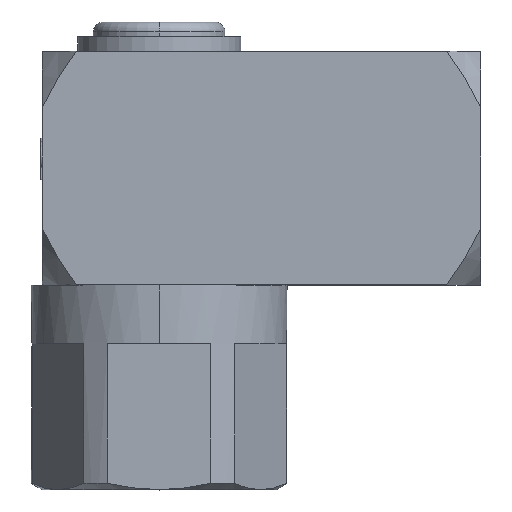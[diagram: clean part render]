
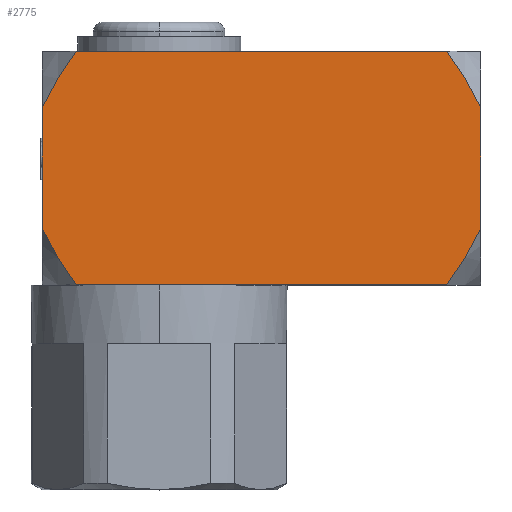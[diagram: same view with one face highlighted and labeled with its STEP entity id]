
A CAD part, top view. The second image highlights one B-rep face of the part: STEP entity #2775.
In plain terms, the highlighted planar face has unit normal (0, 0, 1).
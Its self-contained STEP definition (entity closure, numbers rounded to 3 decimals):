
#90=B_SPLINE_CURVE_WITH_KNOTS('',2,(#9585,#9586,#9587,#9588,#9589),
 .UNSPECIFIED.,.F.,.F.,(3,1,1,3),(0.,0.374,0.624,
1.),.UNSPECIFIED.);
#91=B_SPLINE_CURVE_WITH_KNOTS('',2,(#9592,#9593,#9594,#9595,#9596),
 .UNSPECIFIED.,.F.,.F.,(3,1,1,3),(0.,0.376,0.626,
1.),.UNSPECIFIED.);
#92=B_SPLINE_CURVE_WITH_KNOTS('',2,(#9597,#9598,#9599,#9600,#9601),
 .UNSPECIFIED.,.F.,.F.,(3,1,1,3),(0.,0.376,0.626,
1.),.UNSPECIFIED.);
#96=B_SPLINE_CURVE_WITH_KNOTS('',2,(#9641,#9642,#9643,#9644,#9645),
 .UNSPECIFIED.,.F.,.F.,(3,1,1,3),(0.,0.374,0.624,
1.),.UNSPECIFIED.);
#255=PLANE('',#6159);
#510=FACE_OUTER_BOUND('',#820,.F.);
#820=EDGE_LOOP('',(#2224,#2225,#2226,#2227,#2228,#2229,#2230,#2231));
#2224=ORIENTED_EDGE('',*,*,#4855,.F.);
#2225=ORIENTED_EDGE('',*,*,#4864,.F.);
#2226=ORIENTED_EDGE('',*,*,#4851,.F.);
#2227=ORIENTED_EDGE('',*,*,#4826,.F.);
#2228=ORIENTED_EDGE('',*,*,#4854,.F.);
#2229=ORIENTED_EDGE('',*,*,#4865,.F.);
#2230=ORIENTED_EDGE('',*,*,#4862,.F.);
#2231=ORIENTED_EDGE('',*,*,#4842,.F.);
#2775=ADVANCED_FACE('',(#510),#255,.T.);
#3377=LINE('',#9516,#3790);
#3383=LINE('',#9560,#3796);
#3386=LINE('',#9647,#3799);
#3387=LINE('',#9648,#3800);
#3790=VECTOR('',#7612,25.373);
#3796=VECTOR('',#7624,25.373);
#3799=VECTOR('',#7643,8.246);
#3800=VECTOR('',#7644,8.246);
#4826=EDGE_CURVE('',#5475,#5474,#3377,.T.);
#4842=EDGE_CURVE('',#5460,#5459,#3383,.T.);
#4851=EDGE_CURVE('',#5474,#5453,#90,.T.);
#4854=EDGE_CURVE('',#5452,#5475,#91,.T.);
#4855=EDGE_CURVE('',#5451,#5460,#92,.T.);
#4862=EDGE_CURVE('',#5459,#5445,#96,.T.);
#4864=EDGE_CURVE('',#5453,#5451,#3386,.T.);
#4865=EDGE_CURVE('',#5445,#5452,#3387,.T.);
#5445=VERTEX_POINT('',#9477);
#5451=VERTEX_POINT('',#9483);
#5452=VERTEX_POINT('',#9484);
#5453=VERTEX_POINT('',#9485);
#5459=VERTEX_POINT('',#9491);
#5460=VERTEX_POINT('',#9492);
#5474=VERTEX_POINT('',#9506);
#5475=VERTEX_POINT('',#9507);
#6159=AXIS2_PLACEMENT_3D('',#9680,#7698,#7699);
#7612=DIRECTION('',(-1.,0.,0.));
#7624=DIRECTION('',(1.,0.,0.));
#7643=DIRECTION('',(0.,-1.,0.));
#7644=DIRECTION('',(0.,1.,0.));
#7698=DIRECTION('',(0.,0.,1.));
#7699=DIRECTION('',(1.,0.,0.));
#9477=CARTESIAN_POINT('',(22.,-4.123,8.));
#9483=CARTESIAN_POINT('',(-8.,-4.123,8.));
#9484=CARTESIAN_POINT('',(22.,4.123,8.));
#9485=CARTESIAN_POINT('',(-8.,4.123,8.));
#9491=CARTESIAN_POINT('',(19.686,-8.,8.));
#9492=CARTESIAN_POINT('',(-5.686,-8.,8.));
#9506=CARTESIAN_POINT('',(-5.686,8.,8.));
#9507=CARTESIAN_POINT('',(19.686,8.,8.));
#9516=CARTESIAN_POINT('',(19.686,8.,8.));
#9560=CARTESIAN_POINT('',(-5.686,-8.,8.));
#9585=CARTESIAN_POINT('',(-5.686,8.,8.));
#9586=CARTESIAN_POINT('',(-6.176,7.31,8.));
#9587=CARTESIAN_POINT('',(-6.935,6.12,8.));
#9588=CARTESIAN_POINT('',(-7.643,4.895,8.));
#9589=CARTESIAN_POINT('',(-8.,4.123,8.));
#9592=CARTESIAN_POINT('',(22.,4.123,8.));
#9593=CARTESIAN_POINT('',(21.643,4.895,8.));
#9594=CARTESIAN_POINT('',(20.935,6.12,8.));
#9595=CARTESIAN_POINT('',(20.176,7.31,8.));
#9596=CARTESIAN_POINT('',(19.686,8.,8.));
#9597=CARTESIAN_POINT('',(-8.,-4.123,8.));
#9598=CARTESIAN_POINT('',(-7.643,-4.895,8.));
#9599=CARTESIAN_POINT('',(-6.935,-6.12,8.));
#9600=CARTESIAN_POINT('',(-6.176,-7.31,8.));
#9601=CARTESIAN_POINT('',(-5.686,-8.,8.));
#9641=CARTESIAN_POINT('',(19.686,-8.,8.));
#9642=CARTESIAN_POINT('',(20.176,-7.31,8.));
#9643=CARTESIAN_POINT('',(20.935,-6.12,8.));
#9644=CARTESIAN_POINT('',(21.643,-4.895,8.));
#9645=CARTESIAN_POINT('',(22.,-4.123,8.));
#9647=CARTESIAN_POINT('',(-8.,4.123,8.));
#9648=CARTESIAN_POINT('',(22.,-4.123,8.));
#9680=CARTESIAN_POINT('',(-9.5,-9.5,8.));
